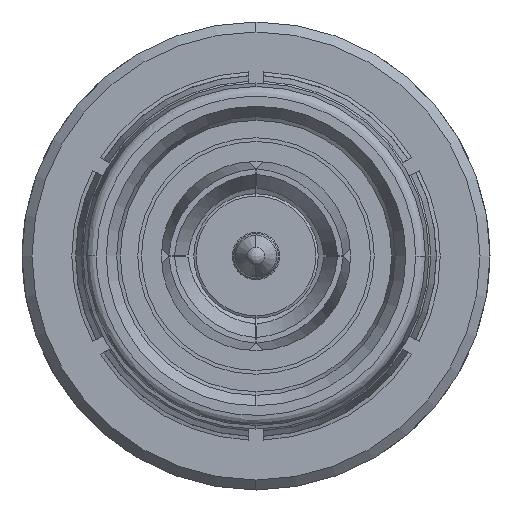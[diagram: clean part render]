
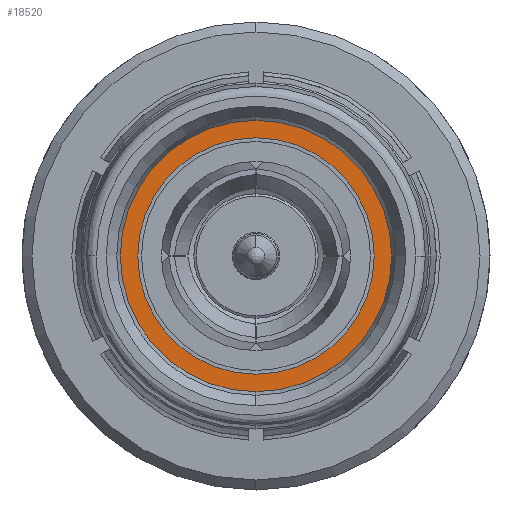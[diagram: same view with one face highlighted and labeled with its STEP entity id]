
A CAD part, left-side view. The second image highlights one B-rep face of the part: STEP entity #18520.
In plain terms, the highlighted planar face has unit normal (-1, 0, 0).
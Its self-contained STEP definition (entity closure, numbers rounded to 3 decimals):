
#321 = EDGE_CURVE ( 'NONE', #13250, #2796, #11355, .T. ) ;
#446 = AXIS2_PLACEMENT_3D ( 'NONE', #12319, #5111, #18656 ) ;
#1056 = CIRCLE ( 'NONE', #446, 2.725 ) ;
#1877 = ORIENTED_EDGE ( 'NONE', *, *, #4616, .T. ) ;
#2676 = DIRECTION ( 'NONE',  ( 0., 0., 1. ) ) ;
#2796 = VERTEX_POINT ( 'NONE', #13783 ) ;
#3487 = ORIENTED_EDGE ( 'NONE', *, *, #321, .T. ) ;
#3798 = DIRECTION ( 'NONE',  ( -1., 0., 0. ) ) ;
#3900 = DIRECTION ( 'NONE',  ( -1., 0., 0. ) ) ;
#4605 = CARTESIAN_POINT ( 'NONE',  ( 3.5, 0., 2.375 ) ) ;
#4616 = EDGE_CURVE ( 'NONE', #12819, #8310, #15271, .T. ) ;
#4781 = AXIS2_PLACEMENT_3D ( 'NONE', #16563, #14996, #13508 ) ;
#5111 = DIRECTION ( 'NONE',  ( -1., 0., 0. ) ) ;
#5693 = EDGE_CURVE ( 'NONE', #2796, #13250, #1056, .T. ) ;
#6619 = AXIS2_PLACEMENT_3D ( 'NONE', #17417, #3900, #9895 ) ;
#8307 = CARTESIAN_POINT ( 'NONE',  ( 3.5, 0., -2.375 ) ) ;
#8310 = VERTEX_POINT ( 'NONE', #4605 ) ;
#8598 = PLANE ( 'NONE',  #6619 ) ;
#9552 = CARTESIAN_POINT ( 'NONE',  ( 3.5, 0., 0. ) ) ;
#9895 = DIRECTION ( 'NONE',  ( 0., 0., 1. ) ) ;
#10729 = AXIS2_PLACEMENT_3D ( 'NONE', #12595, #3798, #18631 ) ;
#11163 = AXIS2_PLACEMENT_3D ( 'NONE', #9552, #13561, #2676 ) ;
#11269 = ORIENTED_EDGE ( 'NONE', *, *, #18279, .T. ) ;
#11355 = CIRCLE ( 'NONE', #10729, 2.725 ) ;
#11569 = FACE_BOUND ( 'NONE', #13403, .T. ) ;
#12319 = CARTESIAN_POINT ( 'NONE',  ( 3.5, 0., 0. ) ) ;
#12595 = CARTESIAN_POINT ( 'NONE',  ( 3.5, 0., 0. ) ) ;
#12819 = VERTEX_POINT ( 'NONE', #8307 ) ;
#13169 = FACE_OUTER_BOUND ( 'NONE', #14629, .T. ) ;
#13250 = VERTEX_POINT ( 'NONE', #13668 ) ;
#13403 = EDGE_LOOP ( 'NONE', ( #11269, #1877 ) ) ;
#13508 = DIRECTION ( 'NONE',  ( 0., 0., 1. ) ) ;
#13561 = DIRECTION ( 'NONE',  ( 1., 0., 0. ) ) ;
#13668 = CARTESIAN_POINT ( 'NONE',  ( 3.5, 0., -2.725 ) ) ;
#13783 = CARTESIAN_POINT ( 'NONE',  ( 3.5, 0., 2.725 ) ) ;
#14629 = EDGE_LOOP ( 'NONE', ( #19400, #3487 ) ) ;
#14996 = DIRECTION ( 'NONE',  ( 1., 0., 0. ) ) ;
#15271 = CIRCLE ( 'NONE', #11163, 2.375 ) ;
#16563 = CARTESIAN_POINT ( 'NONE',  ( 3.5, 0., 0. ) ) ;
#17337 = CIRCLE ( 'NONE', #4781, 2.375 ) ;
#17417 = CARTESIAN_POINT ( 'NONE',  ( 3.5, 0., 0. ) ) ;
#18279 = EDGE_CURVE ( 'NONE', #8310, #12819, #17337, .T. ) ;
#18520 = ADVANCED_FACE ( 'NONE', ( #11569, #13169 ), #8598, .T. ) ;
#18631 = DIRECTION ( 'NONE',  ( 0., 0., 1. ) ) ;
#18656 = DIRECTION ( 'NONE',  ( 0., 0., 1. ) ) ;
#19400 = ORIENTED_EDGE ( 'NONE', *, *, #5693, .T. ) ;
